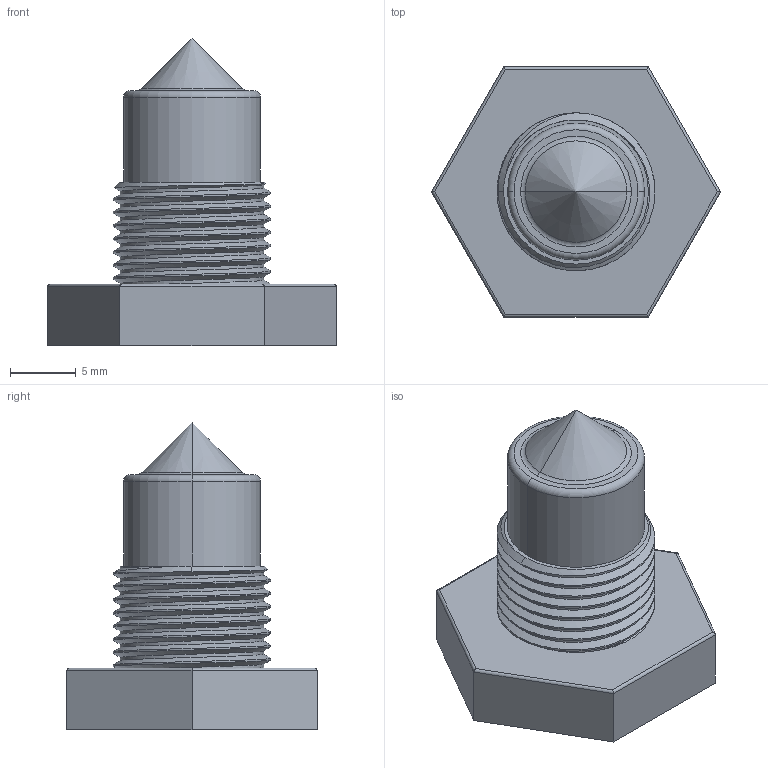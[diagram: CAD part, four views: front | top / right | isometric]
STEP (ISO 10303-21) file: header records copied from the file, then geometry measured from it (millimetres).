
FILE_DESCRIPTION (( 'STEP AP203' ), '1' );
FILE_NAME ('LLX2 OPTOMAX DIGITAL - M12.STEP', '2017-11-27T14:41:49', ( '' ), ( '' ), 'SwSTEP 2.0', 'SolidWorks 2018', '' );
FILE_SCHEMA (( 'CONFIG_CONTROL_DESIGN' ));
Length unit declared in the file: millimetre
Products named in the file (1): LLX2 OPTOMAX DIGITAL - M12
Bounding box: 21.94 x 19 x 23.4 mm (x, y, z)
Volume: 2913.6 mm3; surface area: 1610.8 mm2
Topology: 1 solids, 1 shells, 45 faces, 113 edges, 71 vertices
Faces by surface type: cylinder 23, plane 10, cone 5, torus 4, bspline 3
Entity records: 2867 total; most frequent: CARTESIAN_POINT 1852, ORIENTED_EDGE 222, DIRECTION 168, EDGE_CURVE 111, VERTEX_POINT 71, AXIS2_PLACEMENT_3D 62, EDGE_LOOP 48, FACE_OUTER_BOUND 45
